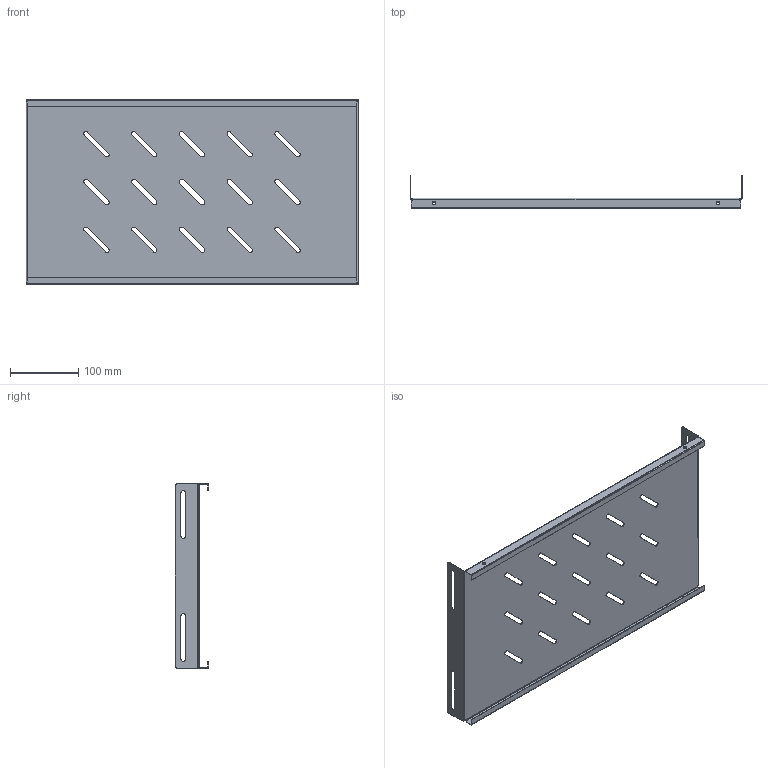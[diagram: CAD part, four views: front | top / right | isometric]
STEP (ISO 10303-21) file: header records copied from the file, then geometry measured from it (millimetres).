
FILE_DESCRIPTION (( 'STEP AP214' ), '1' );
FILE_NAME ('LC-SW4PSH-270-W_LC_3D.step', '2023-06-23T21:33:37', ( '' ), ( '' ), 'SwSTEP 2.0', 'SolidWorks 2022', '' );
FILE_SCHEMA (( 'AUTOMOTIVE_DESIGN' ));
Length unit declared in the file: millimetre
Products named in the file (1): LC-SW4PSH-270-W_LC_3D
Bounding box: 486 x 48.5 x 270 mm (x, y, z)
Volume: 163637.9 mm3; surface area: 331291.3 mm2
Topology: 1 solids, 1 shells, 179 faces, 483 edges, 306 vertices
Faces by surface type: cylinder 99, plane 72, bspline 8
Entity records: 6185 total; most frequent: CARTESIAN_POINT 1481, DIRECTION 987, ORIENTED_EDGE 966, EDGE_CURVE 483, AXIS2_PLACEMENT_3D 354, VERTEX_POINT 306, LINE 279, VECTOR 279
